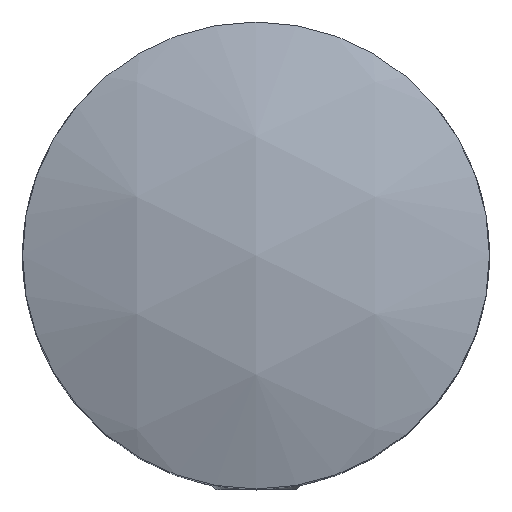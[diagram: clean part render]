
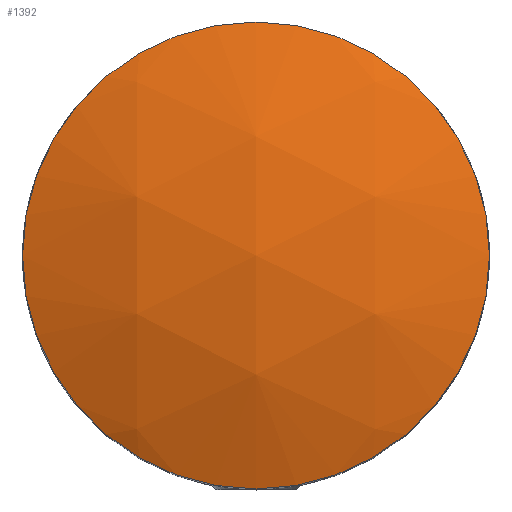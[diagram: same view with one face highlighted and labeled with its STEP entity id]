
A CAD part, top view. The second image highlights one B-rep face of the part: STEP entity #1392.
In plain terms, the highlighted spherical face has radius 28 mm.
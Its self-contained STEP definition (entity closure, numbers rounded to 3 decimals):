
#421 = FACE_OUTER_BOUND ( 'NONE', #19048, .T. ) ;
#519 = DIRECTION ( 'NONE',  ( 0., 0., 1. ) ) ;
#1392 = ADVANCED_FACE ( 'NONE', ( #421 ), #20814, .T. ) ;
#3225 = CARTESIAN_POINT ( 'NONE',  ( 11., 0., 23.749 ) ) ;
#5437 = CARTESIAN_POINT ( 'NONE',  ( 0., 0., 23.749 ) ) ;
#7569 = ORIENTED_EDGE ( 'NONE', *, *, #9612, .T. ) ;
#9612 = EDGE_CURVE ( 'NONE', #9706, #9706, #19639, .T. ) ;
#9706 = VERTEX_POINT ( 'NONE', #3225 ) ;
#13913 = DIRECTION ( 'NONE',  ( 1., 0., 0. ) ) ;
#14746 = AXIS2_PLACEMENT_3D ( 'NONE', #5437, #519, #13913 ) ;
#15648 = CARTESIAN_POINT ( 'NONE',  ( 0., 0., -2. ) ) ;
#19024 = DIRECTION ( 'NONE',  ( -1., 0., 0. ) ) ;
#19048 = EDGE_LOOP ( 'NONE', ( #7569 ) ) ;
#19592 = AXIS2_PLACEMENT_3D ( 'NONE', #15648, #19024, #20690 ) ;
#19639 = CIRCLE ( 'NONE', #14746, 11. ) ;
#20690 = DIRECTION ( 'NONE',  ( 0., 1., 0. ) ) ;
#20814 = SPHERICAL_SURFACE ( 'NONE', #19592, 28. ) ;
